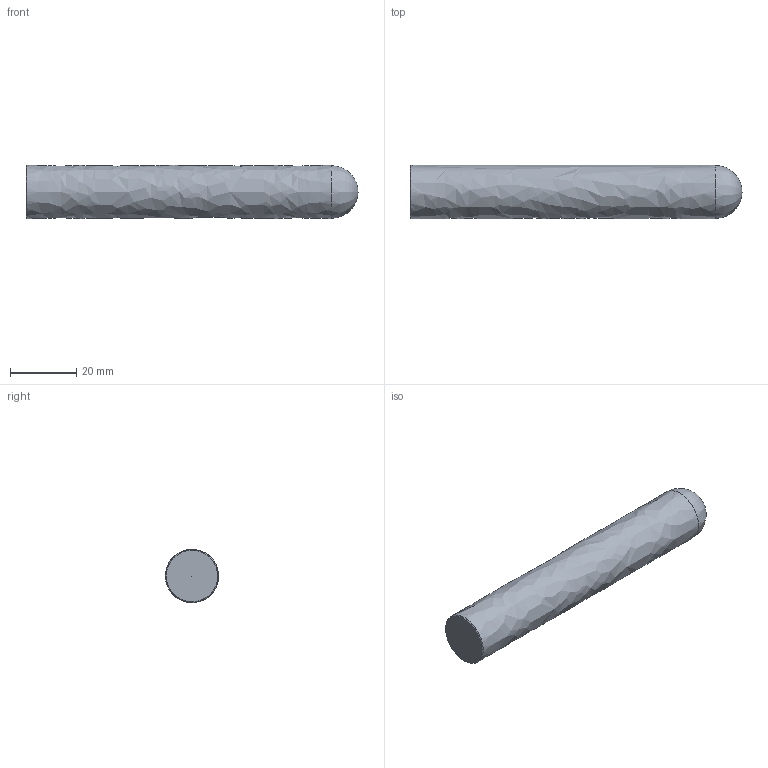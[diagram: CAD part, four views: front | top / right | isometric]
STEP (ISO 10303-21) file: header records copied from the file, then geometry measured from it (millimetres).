
FILE_DESCRIPTION ((), '1');
FILE_NAME ('250N16162B.STP', '2021-01-26T10:29:19', ('Unknown'), ('M. A. Ford Europe Ltd.'), 'OneCNC-XR8 Mill 3D Expert', 'OneCNC-XR8 Mill 3D Expert', '');
FILE_SCHEMA (('CONFIG_CONTROL_DESIGN'));
Length unit declared in the file: millimetre
Bounding box: 100 x 16 x 16 mm (x, y, z)
Volume: 19566.8 mm3; surface area: 5220.1 mm2
Topology: 1 solids, 1 shells, 4 faces, 9 edges, 5 vertices
Faces by surface type: bspline 4
Entity records: 293 total; most frequent: CARTESIAN_POINT 156, ORIENTED_EDGE 14, PERSON 8, ORGANIZATION 8, PERSON_AND_ORGANIZATION 8, EDGE_CURVE 7, VERTEX_POINT 5, PERSON_AND_ORGANIZATION_ROLE 5
